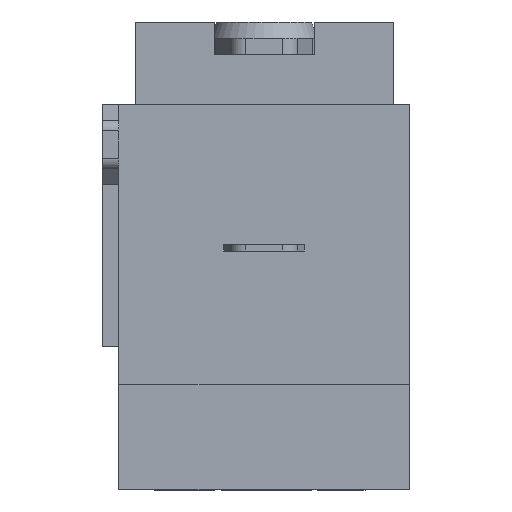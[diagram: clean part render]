
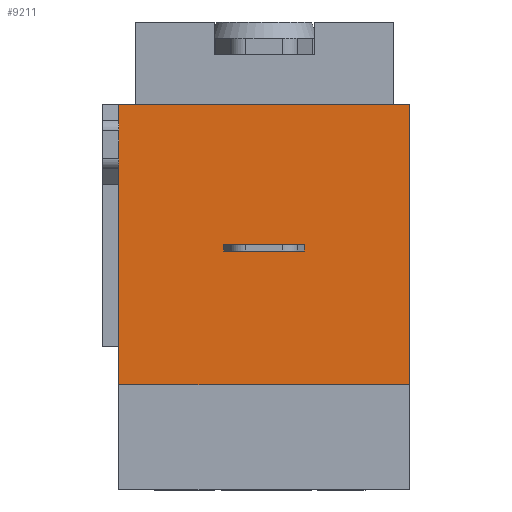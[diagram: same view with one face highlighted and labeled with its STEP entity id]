
A CAD part, front view. The second image highlights one B-rep face of the part: STEP entity #9211.
In plain terms, the highlighted planar face has unit normal (0, -1, 0).
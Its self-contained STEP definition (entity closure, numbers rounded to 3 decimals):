
#5828 = PLANE('',#5829);
#5829 = AXIS2_PLACEMENT_3D('',#5830,#5831,#5832);
#5830 = CARTESIAN_POINT('',(4.5,5.5,-2.55));
#5831 = DIRECTION('',(0.,0.,-1.));
#5832 = DIRECTION('',(0.,1.,0.));
#5975 = PLANE('',#5976);
#5976 = AXIS2_PLACEMENT_3D('',#5977,#5978,#5979);
#5977 = CARTESIAN_POINT('',(-4.5,-5.5,-14.5));
#5978 = DIRECTION('',(-1.,0.,0.));
#5979 = DIRECTION('',(0.,0.,1.));
#6080 = PLANE('',#6081);
#6081 = AXIS2_PLACEMENT_3D('',#6082,#6083,#6084);
#6082 = CARTESIAN_POINT('',(4.5,-5.5,-14.5));
#6083 = DIRECTION('',(1.,0.,0.));
#6084 = DIRECTION('',(0.,0.,-1.));
#6611 = VERTEX_POINT('',#6612);
#6612 = CARTESIAN_POINT('',(-4.5,-5.2,-11.25));
#6626 = PLANE('',#6627);
#6627 = AXIS2_PLACEMENT_3D('',#6628,#6629,#6630);
#6628 = CARTESIAN_POINT('',(4.5,-5.5,-11.25));
#6629 = DIRECTION('',(0.,0.,-1.));
#6630 = DIRECTION('',(-1.,0.,-0.));
#6638 = EDGE_CURVE('',#6639,#6611,#6641,.T.);
#6639 = VERTEX_POINT('',#6640);
#6640 = CARTESIAN_POINT('',(-4.5,-5.2,-2.55));
#6641 = SURFACE_CURVE('',#6642,(#6646,#6653),.PCURVE_S1.);
#6642 = LINE('',#6643,#6644);
#6643 = CARTESIAN_POINT('',(-4.5,-5.2,-11.25));
#6644 = VECTOR('',#6645,1.);
#6645 = DIRECTION('',(-0.,-0.,-1.));
#6646 = PCURVE('',#5975,#6647);
#6647 = DEFINITIONAL_REPRESENTATION('',(#6648),#6652);
#6648 = LINE('',#6649,#6650);
#6649 = CARTESIAN_POINT('',(3.25,0.3));
#6650 = VECTOR('',#6651,1.);
#6651 = DIRECTION('',(-1.,0.));
#6652 = ( GEOMETRIC_REPRESENTATION_CONTEXT(2) 
PARAMETRIC_REPRESENTATION_CONTEXT() REPRESENTATION_CONTEXT('2D SPACE',''
  ) );
#6653 = PCURVE('',#6654,#6659);
#6654 = PLANE('',#6655);
#6655 = AXIS2_PLACEMENT_3D('',#6656,#6657,#6658);
#6656 = CARTESIAN_POINT('',(4.5,-5.2,-11.25));
#6657 = DIRECTION('',(0.,1.,0.));
#6658 = DIRECTION('',(0.,-0.,1.));
#6659 = DEFINITIONAL_REPRESENTATION('',(#6660),#6664);
#6660 = LINE('',#6661,#6662);
#6661 = CARTESIAN_POINT('',(0.,-9.));
#6662 = VECTOR('',#6663,1.);
#6663 = DIRECTION('',(-1.,0.));
#6664 = ( GEOMETRIC_REPRESENTATION_CONTEXT(2) 
PARAMETRIC_REPRESENTATION_CONTEXT() REPRESENTATION_CONTEXT('2D SPACE',''
  ) );
#6763 = VERTEX_POINT('',#6764);
#6764 = CARTESIAN_POINT('',(4.5,-5.2,-2.55));
#6785 = EDGE_CURVE('',#6763,#6786,#6788,.T.);
#6786 = VERTEX_POINT('',#6787);
#6787 = CARTESIAN_POINT('',(4.5,-5.2,-11.25));
#6788 = SURFACE_CURVE('',#6789,(#6793,#6800),.PCURVE_S1.);
#6789 = LINE('',#6790,#6791);
#6790 = CARTESIAN_POINT('',(4.5,-5.2,-11.25));
#6791 = VECTOR('',#6792,1.);
#6792 = DIRECTION('',(-0.,-0.,-1.));
#6793 = PCURVE('',#6080,#6794);
#6794 = DEFINITIONAL_REPRESENTATION('',(#6795),#6799);
#6795 = LINE('',#6796,#6797);
#6796 = CARTESIAN_POINT('',(-3.25,0.3));
#6797 = VECTOR('',#6798,1.);
#6798 = DIRECTION('',(1.,0.));
#6799 = ( GEOMETRIC_REPRESENTATION_CONTEXT(2) 
PARAMETRIC_REPRESENTATION_CONTEXT() REPRESENTATION_CONTEXT('2D SPACE',''
  ) );
#6800 = PCURVE('',#6654,#6801);
#6801 = DEFINITIONAL_REPRESENTATION('',(#6802),#6806);
#6802 = LINE('',#6803,#6804);
#6803 = CARTESIAN_POINT('',(0.,0.));
#6804 = VECTOR('',#6805,1.);
#6805 = DIRECTION('',(-1.,0.));
#6806 = ( GEOMETRIC_REPRESENTATION_CONTEXT(2) 
PARAMETRIC_REPRESENTATION_CONTEXT() REPRESENTATION_CONTEXT('2D SPACE',''
  ) );
#9191 = EDGE_CURVE('',#6786,#6611,#9192,.T.);
#9192 = SURFACE_CURVE('',#9193,(#9197,#9204),.PCURVE_S1.);
#9193 = LINE('',#9194,#9195);
#9194 = CARTESIAN_POINT('',(4.5,-5.2,-11.25));
#9195 = VECTOR('',#9196,1.);
#9196 = DIRECTION('',(-1.,-0.,-0.));
#9197 = PCURVE('',#6626,#9198);
#9198 = DEFINITIONAL_REPRESENTATION('',(#9199),#9203);
#9199 = LINE('',#9200,#9201);
#9200 = CARTESIAN_POINT('',(0.,0.3));
#9201 = VECTOR('',#9202,1.);
#9202 = DIRECTION('',(1.,0.));
#9203 = ( GEOMETRIC_REPRESENTATION_CONTEXT(2) 
PARAMETRIC_REPRESENTATION_CONTEXT() REPRESENTATION_CONTEXT('2D SPACE',''
  ) );
#9204 = PCURVE('',#6654,#9205);
#9205 = DEFINITIONAL_REPRESENTATION('',(#9206),#9210);
#9206 = LINE('',#9207,#9208);
#9207 = CARTESIAN_POINT('',(0.,0.));
#9208 = VECTOR('',#9209,1.);
#9209 = DIRECTION('',(0.,-1.));
#9210 = ( GEOMETRIC_REPRESENTATION_CONTEXT(2) 
PARAMETRIC_REPRESENTATION_CONTEXT() REPRESENTATION_CONTEXT('2D SPACE',''
  ) );
#9211 = ADVANCED_FACE('',(#9212),#6654,.F.);
#9212 = FACE_BOUND('',#9213,.T.);
#9213 = EDGE_LOOP('',(#9214,#9215,#9216,#9217));
#9214 = ORIENTED_EDGE('',*,*,#6638,.T.);
#9215 = ORIENTED_EDGE('',*,*,#9191,.F.);
#9216 = ORIENTED_EDGE('',*,*,#6785,.F.);
#9217 = ORIENTED_EDGE('',*,*,#9218,.T.);
#9218 = EDGE_CURVE('',#6763,#6639,#9219,.T.);
#9219 = SURFACE_CURVE('',#9220,(#9224,#9231),.PCURVE_S1.);
#9220 = LINE('',#9221,#9222);
#9221 = CARTESIAN_POINT('',(4.5,-5.2,-2.55));
#9222 = VECTOR('',#9223,1.);
#9223 = DIRECTION('',(-1.,-0.,-0.));
#9224 = PCURVE('',#6654,#9225);
#9225 = DEFINITIONAL_REPRESENTATION('',(#9226),#9230);
#9226 = LINE('',#9227,#9228);
#9227 = CARTESIAN_POINT('',(8.7,0.));
#9228 = VECTOR('',#9229,1.);
#9229 = DIRECTION('',(0.,-1.));
#9230 = ( GEOMETRIC_REPRESENTATION_CONTEXT(2) 
PARAMETRIC_REPRESENTATION_CONTEXT() REPRESENTATION_CONTEXT('2D SPACE',''
  ) );
#9231 = PCURVE('',#5828,#9232);
#9232 = DEFINITIONAL_REPRESENTATION('',(#9233),#9237);
#9233 = LINE('',#9234,#9235);
#9234 = CARTESIAN_POINT('',(-10.7,0.));
#9235 = VECTOR('',#9236,1.);
#9236 = DIRECTION('',(0.,-1.));
#9237 = ( GEOMETRIC_REPRESENTATION_CONTEXT(2) 
PARAMETRIC_REPRESENTATION_CONTEXT() REPRESENTATION_CONTEXT('2D SPACE',''
  ) );
